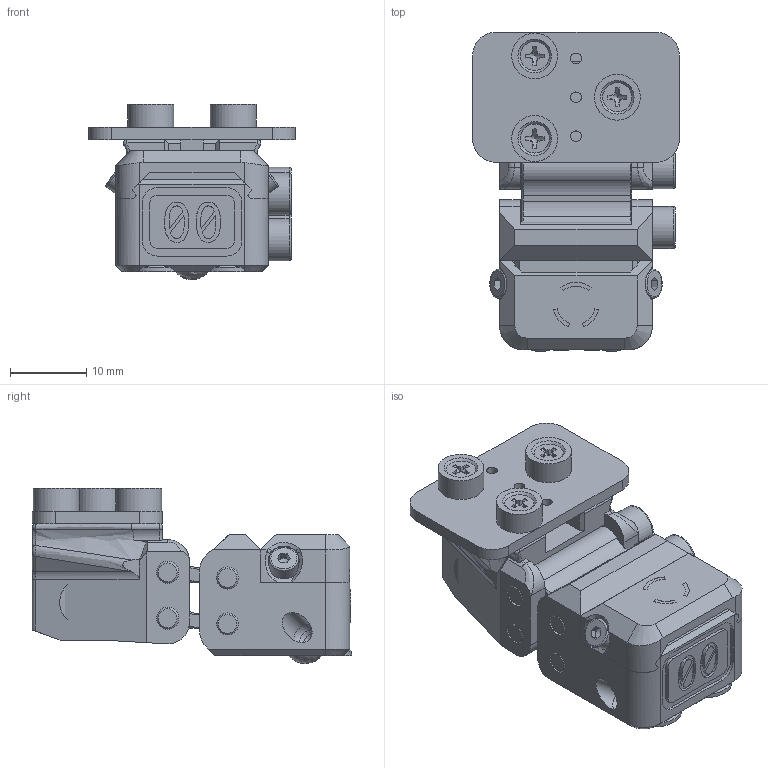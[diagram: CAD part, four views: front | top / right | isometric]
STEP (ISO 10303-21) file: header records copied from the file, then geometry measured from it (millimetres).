
FILE_DESCRIPTION(/* description */ ('STEP AP242','CAx-IF Rec.Pracs.---Representation and Presentation of Product Manufacturing Information (PMI)---4.0---2014-10-13','CAx-IF Rec.Pracs.---3D Tessellated Geometry---0.4---2014-09-14','2;1'),/* implementation_level */ '2;1');
FILE_NAME(/* name */ 'Klicky-00 Xol Buckshot SLM PCB',/* time_stamp */ '2025-01-01T09:24:54Z',/* author */ (''),/* organization */ (''),/* preprocessor_version */ 'ST-DEVELOPER v20',/* originating_system */ 'ONSHAPE BY PTC INC, 1.191',/* authorisation */ ' ');
FILE_SCHEMA (('AP242_MANAGED_MODEL_BASED_3D_ENGINEERING_MIM_LF { 1 0 10303 442 1 1 4 }'));
Products named in the file (23): Klicky-00 Xol Buckshot SLM PCB; Klicky-00_Xol_PCB_Swingarm_Upper_Buckshot; 6x3 Magnet; Klicky-00_Xol_PCB_Swingarm_Lower_Buckshot; Xol Buckshot SLM Front <1>; Hex socket head cap screw M3x0.50 x 20; Hex socket head cap screw M2x0.40 x 6; SLM Strike Plate; Klicky-00_Xol_Buckshot_Front_SLM_Strike; Buckshot switch hardware <1>; BB; Spring; M3x8 FHCS; K-00 PCB Rear <1>; PCB-Klicky_Probe-side <1>; pcb; 94180A307_Tapered Heat-Set Inserts for Plastic; Magnets (1) <1>; Magnets; 91420A003_Steel Phillips Flat Head Screws; Klicky-00_PCB_Klicky_Rear
Assembly tree (34 placements, depth 5):
  Klicky-00 Xol Buckshot SLM PCB
    Klicky-00_Xol_PCB_Swingarm_Upper_Buckshot
    6x3 Magnet
    Klicky-00_Xol_PCB_Swingarm_Lower_Buckshot
    Xol Buckshot SLM Front <1>
      Hex socket head cap screw M3x0.50 x 20  x2
      Hex socket head cap screw M2x0.40 x 6  x2
      SLM Strike Plate
      Klicky-00_Xol_Buckshot_Front_SLM_Strike
      Buckshot switch hardware <1>
        BB
        Spring
        M3x8 FHCS  x3
    K-00 PCB Rear <1>
      6x3 Magnet  x2
      Hex socket head cap screw M3x0.50 x 20  x2
      PCB-Klicky_Probe-side <1>
        pcb
        94180A307_Tapered Heat-Set Inserts for Plastic  x3
        Magnets (1) <1>
          Magnets
          91420A003_Steel Phillips Flat Head Screws  x3
          Magnets
          Magnets
      Klicky-00_PCB_Klicky_Rear
Bounding box: 27 x 41.74 x 22.92 mm (x, y, z)
Volume: 9391.9 mm3; surface area: 11934.9 mm2
Topology: 29 solids, 29 shells, 2903 faces, 5672 edges, 2842 vertices
Faces by surface type: bspline 1827, plane 695, cylinder 216, cone 128, torus 36, sphere 1
Full cylindrical faces by diameter (mm): 1.4 x3, 1.5 x2, 1.8 x2, 2 x38, 2.4 x6, 2.5 x1, 2.6 x1, 2.8 x3, 2.866 x1, 2.9 x7, 2.964 x3, 3 x10, 3.2 x6, 3.222 x3, 3.58 x3, 3.8 x2, 4.7 x1, 5.5 x4, 5.84 x3, 6 x7, 6.1 x1
Entity records: 43450 total; most frequent: CARTESIAN_POINT 18071, ORIENTED_EDGE 5390, DIRECTION 4526, EDGE_CURVE 2695, AXIS2_PLACEMENT_3D 1613, VERTEX_POINT 1515, FACE_BOUND 1504, EDGE_LOOP 1499
